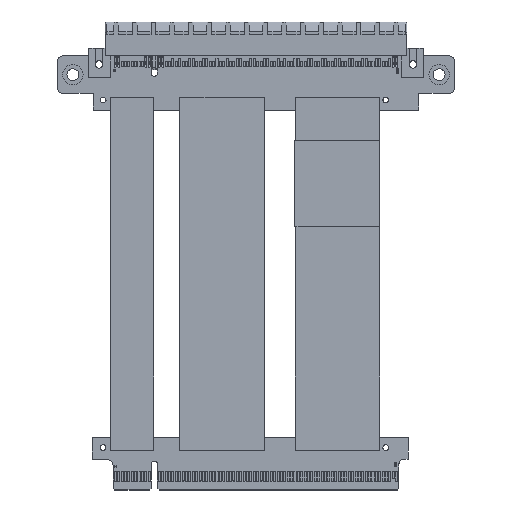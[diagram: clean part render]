
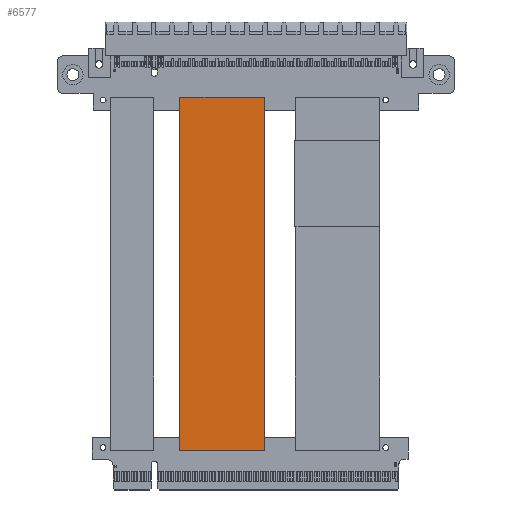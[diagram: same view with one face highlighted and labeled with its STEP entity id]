
A CAD part, top view. The second image highlights one B-rep face of the part: STEP entity #6577.
In plain terms, the highlighted planar face has unit normal (0, 0, 1).
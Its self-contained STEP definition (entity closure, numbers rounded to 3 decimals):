
#2581=FACE_OUTER_BOUND('',#34120,.T.);
#6577=ADVANCED_FACE('',(#2581),#10412,.T.);
#10412=PLANE('',#75601);
#16461=LINE('',#106906,#25552);
#16465=LINE('',#106914,#25556);
#16468=LINE('',#106920,#25559);
#16470=LINE('',#106923,#25561);
#25552=VECTOR('',#86287,1.);
#25556=VECTOR('',#86293,1.);
#25559=VECTOR('',#86298,1.);
#25561=VECTOR('',#86302,1.);
#34120=EDGE_LOOP('',(#45675,#45676,#45677,#45678));
#45675=ORIENTED_EDGE('',*,*,#67659,.T.);
#45676=ORIENTED_EDGE('',*,*,#67663,.T.);
#45677=ORIENTED_EDGE('',*,*,#67666,.T.);
#45678=ORIENTED_EDGE('',*,*,#67668,.T.);
#59547=VERTEX_POINT('',#106905);
#59548=VERTEX_POINT('',#106907);
#59550=VERTEX_POINT('',#106913);
#59552=VERTEX_POINT('',#106919);
#67659=EDGE_CURVE('',#59548,#59547,#16461,.T.);
#67663=EDGE_CURVE('',#59547,#59550,#16465,.T.);
#67666=EDGE_CURVE('',#59550,#59552,#16468,.T.);
#67668=EDGE_CURVE('',#59552,#59548,#16470,.T.);
#75601=AXIS2_PLACEMENT_3D('',#106925,#86305,#86306);
#86287=DIRECTION('',(0.,-1.,0.));
#86293=DIRECTION('',(1.,0.,0.));
#86298=DIRECTION('',(0.,1.,0.));
#86302=DIRECTION('',(-1.,0.,0.));
#86305=DIRECTION('',(0.,0.,1.));
#86306=DIRECTION('',(1.,0.,0.));
#106905=CARTESIAN_POINT('',(-22.45,4.,1.532));
#106906=CARTESIAN_POINT('',(-22.45,33.4,1.532));
#106907=CARTESIAN_POINT('',(-22.45,108.,1.532));
#106913=CARTESIAN_POINT('',(2.45,4.,1.532));
#106914=CARTESIAN_POINT('',(-21.875,4.,1.532));
#106919=CARTESIAN_POINT('',(2.45,108.,1.532));
#106920=CARTESIAN_POINT('',(2.45,8.,1.532));
#106923=CARTESIAN_POINT('',(2.45,108.,1.532));
#106925=CARTESIAN_POINT('',(0.,0.,1.532));
